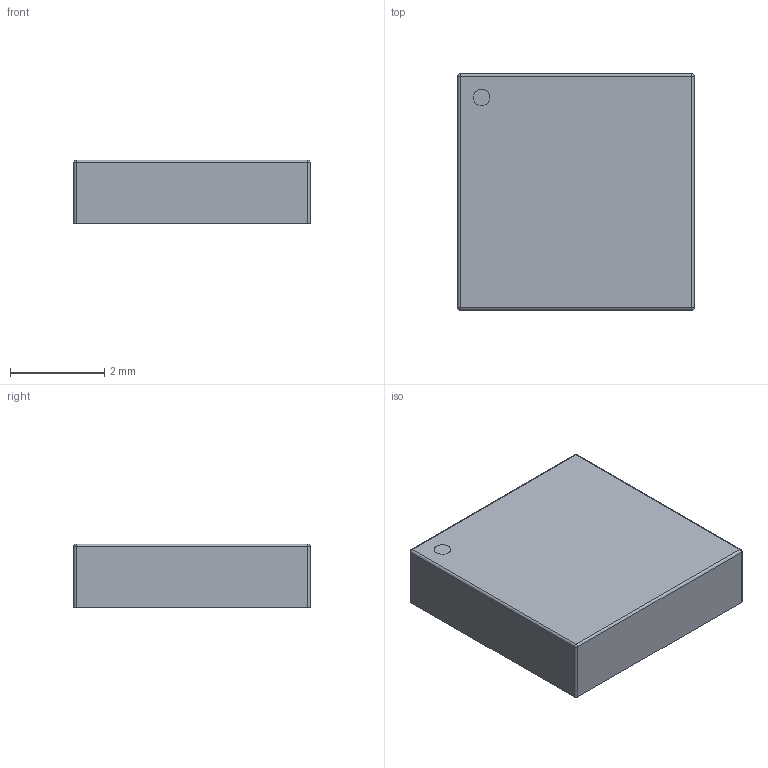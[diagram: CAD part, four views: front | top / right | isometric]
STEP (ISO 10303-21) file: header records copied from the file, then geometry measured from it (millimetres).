
FILE_DESCRIPTION (( 'STEP AP214' ), '1' );
FILE_NAME ('MAX31328NELB+.STEP', '2024-06-27T04:00:10', ( '' ), ( '' ), 'SwSTEP 2.0', 'SolidWorks 2022', '' );
FILE_SCHEMA (( 'AUTOMOTIVE_DESIGN' ));
Length unit declared in the file: millimetre
Products named in the file (1): MAX31328NELB+
Bounding box: 5 x 5 x 1.35 mm (x, y, z)
Volume: 33.7 mm3; surface area: 85.2 mm2
Topology: 11 solids, 11 shells, 131 faces, 288 edges, 186 vertices
Faces by surface type: plane 119, cylinder 8, sphere 4
Entity records: 4308 total; most frequent: CARTESIAN_POINT 614, ORIENTED_EDGE 568, DIRECTION 562, EDGE_CURVE 284, LINE 266, VECTOR 266, VERTEX_POINT 186, AXIS2_PLACEMENT_3D 148
